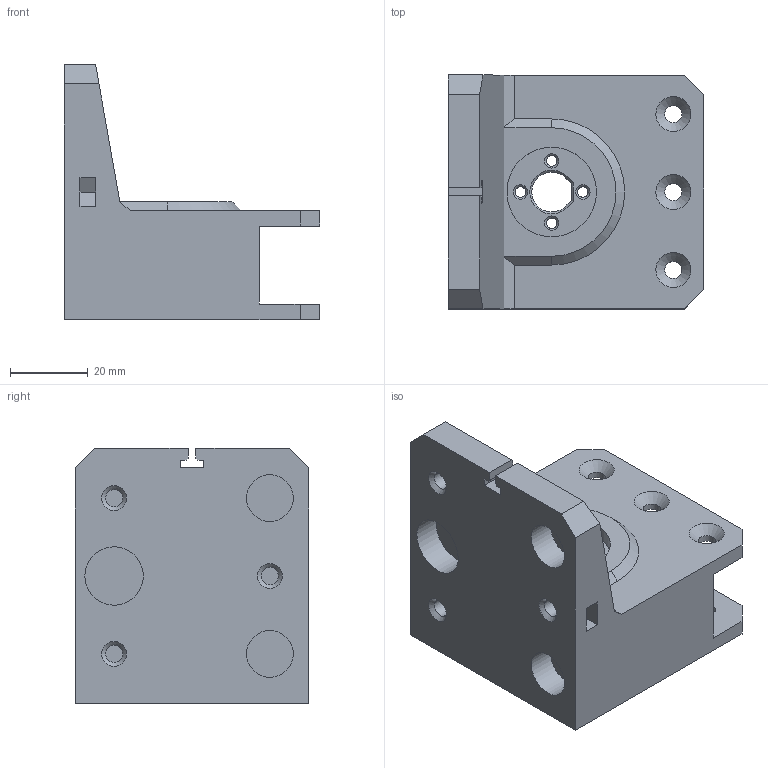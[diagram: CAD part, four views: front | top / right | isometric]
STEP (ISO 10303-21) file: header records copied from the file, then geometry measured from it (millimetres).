
FILE_DESCRIPTION(/* description */ (''),/* implementation_level */ '2;1');
FILE_NAME(/* name */ 'V05-03-01 - Z axis beam mount v9.step',/* time_stamp */ '2021-07-12T23:07:08+03:00',/* author */ (''),/* organization */ (''),/* preprocessor_version */ 'ST-DEVELOPER v18.1',/* originating_system */ 'Autodesk Translation Framework v10.9.0.1377',/* authorisation */ '');
FILE_SCHEMA (('AUTOMOTIVE_DESIGN { 1 0 10303 214 3 1 1 }'));
Length unit declared in the file: millimetre
Products named in the file (1): V05-03-01 - Z axis beam mount
Bounding box: 65.5 x 60 x 65.5 mm (x, y, z)
Volume: 99089.3 mm3; surface area: 25118.8 mm2
Topology: 1 solids, 1 shells, 99 faces, 250 edges, 161 vertices
Faces by surface type: plane 65, cylinder 19, cone 15
Full cylindrical faces by diameter (mm): 2.7 x4, 4.4 x9, 12 x2, 15 x1, 23 x1
Entity records: 3038 total; most frequent: CARTESIAN_POINT 511, DIRECTION 504, ORIENTED_EDGE 500, EDGE_CURVE 250, LINE 196, VECTOR 196, VERTEX_POINT 161, AXIS2_PLACEMENT_3D 154
